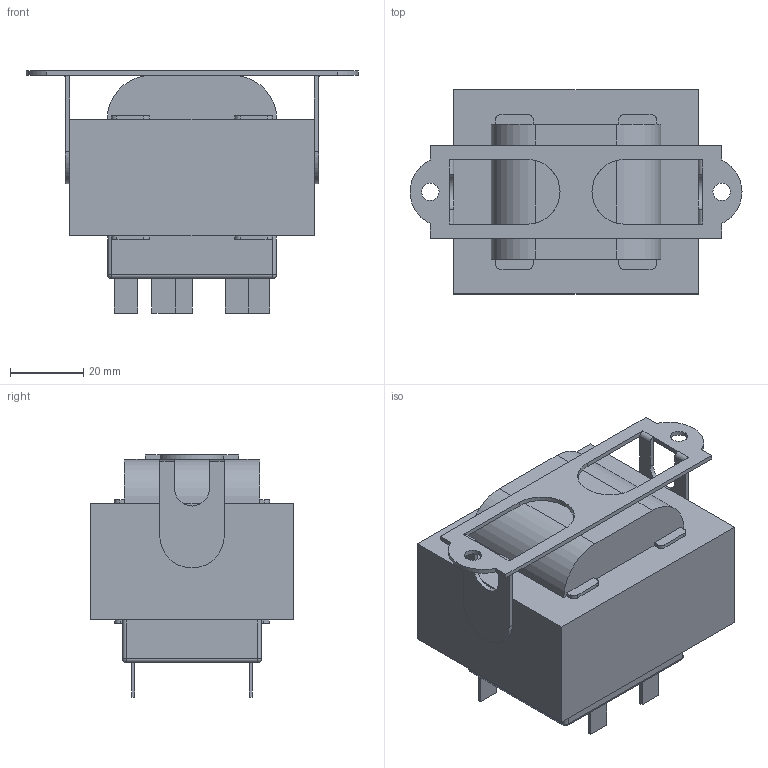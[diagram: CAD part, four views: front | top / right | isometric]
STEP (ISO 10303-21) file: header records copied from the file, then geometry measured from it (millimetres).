
FILE_DESCRIPTION((''),'2;1');
FILE_NAME('C-6-1611461-2','2015-12-19T',('workeradm'),('Tyco Electronics Ltd.'),'CREO PARAMETRIC BY PTC INC, 2015200','CREO PARAMETRIC BY PTC INC, 2015200','');
FILE_SCHEMA(('AUTOMOTIVE_DESIGN { 1 0 10303 214 1 1 1 1 }'));
Length unit declared in the file: millimetre
Products named in the file (1): C-6-1611461-2
Bounding box: 90.47 x 55.58 x 65.99 mm (x, y, z)
Volume: 158773.5 mm3; surface area: 21863.7 mm2
Topology: 1 solids, 1 shells, 155 faces, 432 edges, 276 vertices
Faces by surface type: plane 105, cylinder 46, sphere 4
Entity records: 5012 total; most frequent: CARTESIAN_POINT 891, ORIENTED_EDGE 864, DIRECTION 838, EDGE_CURVE 432, VECTOR 328, LINE 328, VERTEX_POINT 276, AXIS2_PLACEMENT_3D 255
